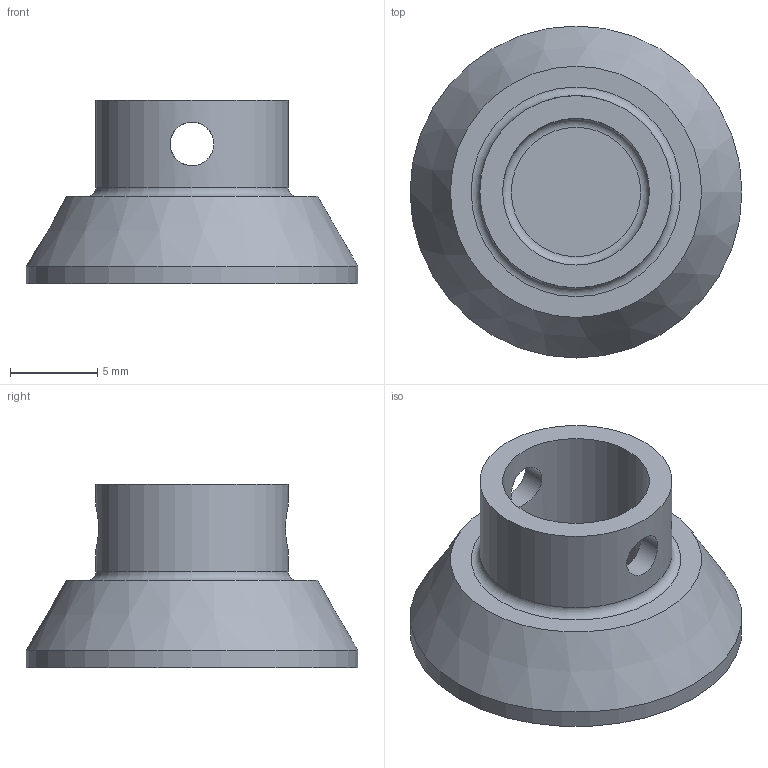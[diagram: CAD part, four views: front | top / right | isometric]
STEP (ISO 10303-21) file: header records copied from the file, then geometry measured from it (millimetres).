
FILE_DESCRIPTION(('FreeCAD Model'),'2;1');
FILE_NAME('Clapet_V1.0.0.step','2020-03-28T16:43:09',('Almisuifre'),(''), 'Open CASCADE STEP processor 6.8','FreeCAD','Unknown');
FILE_SCHEMA(('AUTOMOTIVE_DESIGN_CC2 { 1 2 10303 214 -1 1 5 4 }'));
Length unit declared in the file: millimetre
Products named in the file (1): Clapet_V1.0.0
Bounding box: 19 x 19 x 10.5 mm (x, y, z)
Volume: 1151 mm3; surface area: 1176.5 mm2
Topology: 1 solids, 1 shells, 12 faces, 25 edges, 17 vertices
Faces by surface type: cylinder 5, plane 4, torus 2, cone 1
Full cylindrical faces by diameter (mm): 2.5 x2, 8.4 x1, 11 x1, 19 x1
Entity records: 1960 total; most frequent: CARTESIAN_POINT 1431, DIRECTION 88, ORIENTED_EDGE 50, PCURVE 50, DEFINITIONAL_REPRESENTATION 50, LINE 34, VECTOR 34, EDGE_CURVE 25
